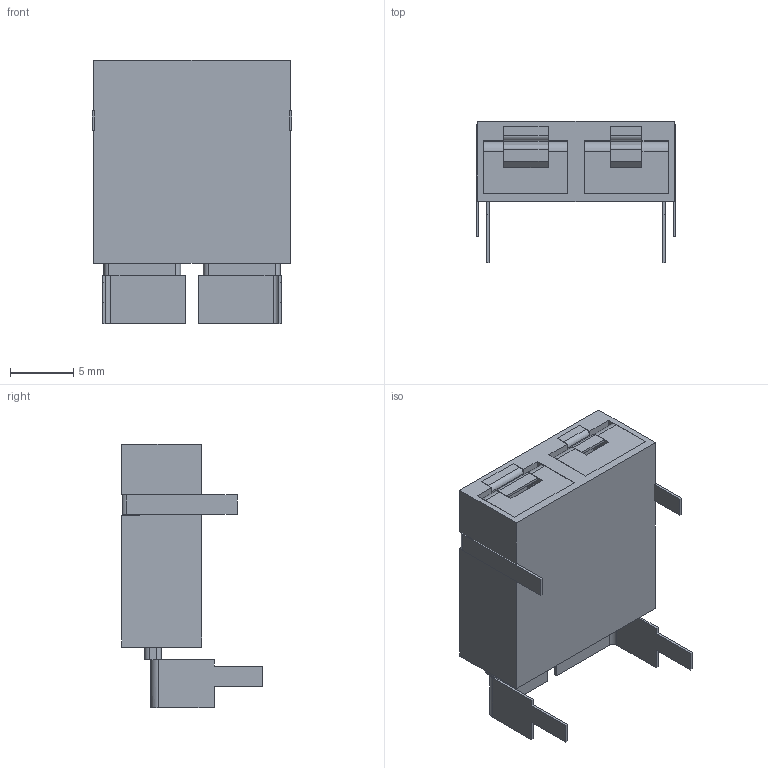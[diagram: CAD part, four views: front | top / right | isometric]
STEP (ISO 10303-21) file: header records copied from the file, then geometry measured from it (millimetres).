
FILE_DESCRIPTION (( 'STEP AP214' ), '1' );
FILE_NAME ('User Library-PCC-SMP.STEP', '2016-05-12T12:39:03', ( 'Windows User' ), ( '' ), 'SwSTEP 2.0', 'SolidWorks 2016', '' );
FILE_SCHEMA (( 'AUTOMOTIVE_DESIGN' ));
Length unit declared in the file: millimetre
Products named in the file (1): User Library-PCC-SMP
Bounding box: 15.7 x 11.1 x 20.8 mm (x, y, z)
Volume: 830.8 mm3; surface area: 2781.7 mm2
Topology: 6 solids, 6 shells, 178 faces, 490 edges, 324 vertices
Faces by surface type: plane 146, cylinder 32
Entity records: 6532 total; most frequent: CARTESIAN_POINT 993, ORIENTED_EDGE 980, DIRECTION 916, EDGE_CURVE 490, VECTOR 422, LINE 422, VERTEX_POINT 324, AXIS2_PLACEMENT_3D 247
